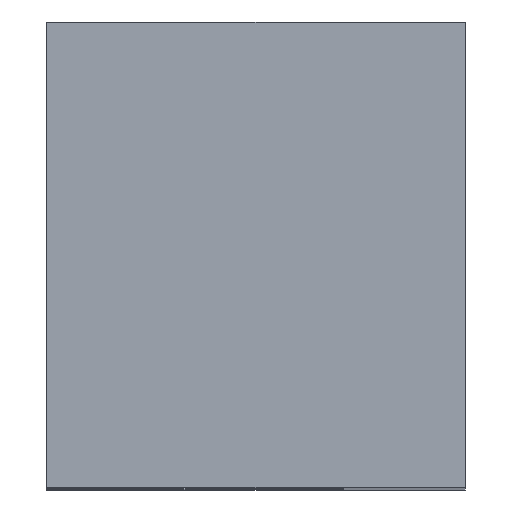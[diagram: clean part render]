
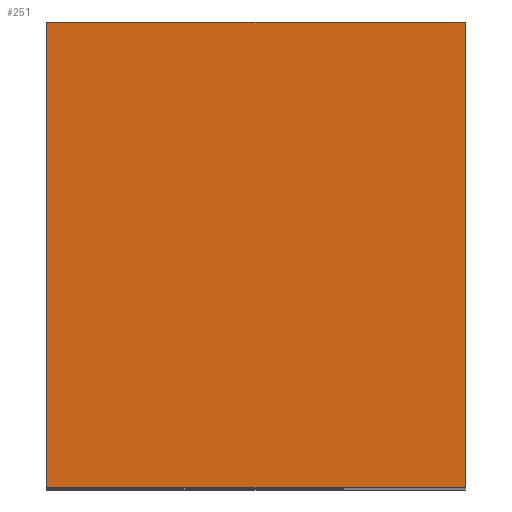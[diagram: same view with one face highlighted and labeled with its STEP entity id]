
A CAD part, top view. The second image highlights one B-rep face of the part: STEP entity #251.
In plain terms, the highlighted planar face has unit normal (0, 0, 1).
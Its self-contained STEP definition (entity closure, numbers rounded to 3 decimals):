
#24=PLANE('',#297);
#37=FACE_OUTER_BOUND('',#52,.T.);
#52=EDGE_LOOP('',(#210,#211,#212,#213));
#73=LINE('',#421,#96);
#77=LINE('',#429,#100);
#78=LINE('',#431,#101);
#79=LINE('',#432,#102);
#96=VECTOR('',#350,10.);
#100=VECTOR('',#358,10.);
#101=VECTOR('',#359,10.);
#102=VECTOR('',#360,10.);
#133=VERTEX_POINT('',#418);
#134=VERTEX_POINT('',#420);
#136=VERTEX_POINT('',#428);
#137=VERTEX_POINT('',#430);
#161=EDGE_CURVE('',#134,#133,#73,.T.);
#165=EDGE_CURVE('',#136,#134,#77,.T.);
#166=EDGE_CURVE('',#137,#133,#78,.T.);
#167=EDGE_CURVE('',#136,#137,#79,.T.);
#210=ORIENTED_EDGE('',*,*,#165,.T.);
#211=ORIENTED_EDGE('',*,*,#161,.T.);
#212=ORIENTED_EDGE('',*,*,#166,.F.);
#213=ORIENTED_EDGE('',*,*,#167,.F.);
#251=ADVANCED_FACE('',(#37),#24,.T.);
#297=AXIS2_PLACEMENT_3D('',#427,#356,#357);
#350=DIRECTION('',(1.,0.,0.));
#356=DIRECTION('center_axis',(0.,0.,1.));
#357=DIRECTION('ref_axis',(0.,-1.,0.));
#358=DIRECTION('',(0.,-1.,0.));
#359=DIRECTION('',(0.,-1.,0.));
#360=DIRECTION('',(1.,0.,0.));
#418=CARTESIAN_POINT('',(9.,0.,0.));
#420=CARTESIAN_POINT('',(0.,0.,0.));
#421=CARTESIAN_POINT('',(0.,0.,0.));
#427=CARTESIAN_POINT('Origin',(0.,10.,0.));
#428=CARTESIAN_POINT('',(0.,10.,0.));
#429=CARTESIAN_POINT('',(0.,10.,0.));
#430=CARTESIAN_POINT('',(9.,10.,0.));
#431=CARTESIAN_POINT('',(9.,10.,0.));
#432=CARTESIAN_POINT('',(0.,10.,0.));
